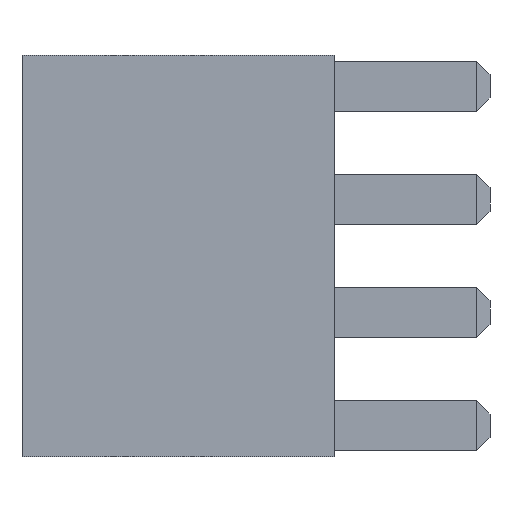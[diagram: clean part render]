
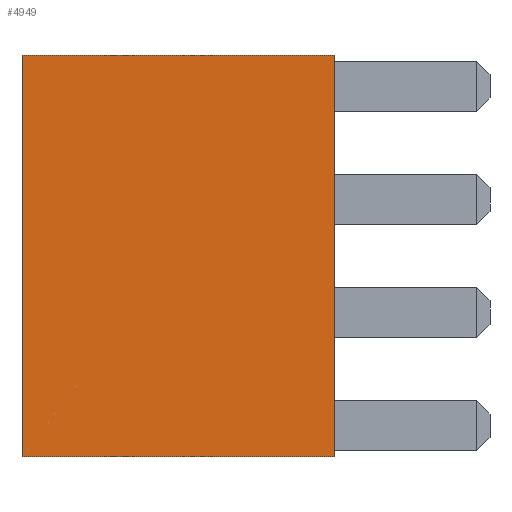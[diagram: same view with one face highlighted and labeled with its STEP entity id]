
A CAD part, left-side view. The second image highlights one B-rep face of the part: STEP entity #4949.
In plain terms, the highlighted planar face has unit normal (-1, 0, 0).
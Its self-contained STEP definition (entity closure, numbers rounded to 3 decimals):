
#139 = CARTESIAN_POINT ( 'NONE',  ( -4.5, 0., 4.5 ) ) ;
#237 = CARTESIAN_POINT ( 'NONE',  ( -4.5, 7., -4.5 ) ) ;
#434 = ORIENTED_EDGE ( 'NONE', *, *, #4154, .T. ) ;
#582 = VECTOR ( 'NONE', #3492, 1000. ) ;
#616 = VERTEX_POINT ( 'NONE', #139 ) ;
#686 = ORIENTED_EDGE ( 'NONE', *, *, #3156, .F. ) ;
#1015 = DIRECTION ( 'NONE',  ( 0., -1., 0. ) ) ;
#1073 = LINE ( 'NONE', #1512, #582 ) ;
#1129 = VECTOR ( 'NONE', #2403, 1000. ) ;
#1142 = CARTESIAN_POINT ( 'NONE',  ( -4.5, 7., -4.5 ) ) ;
#1236 = VERTEX_POINT ( 'NONE', #237 ) ;
#1273 = FACE_OUTER_BOUND ( 'NONE', #4622, .T. ) ;
#1512 = CARTESIAN_POINT ( 'NONE',  ( -4.5, 7., 4.5 ) ) ;
#1613 = EDGE_CURVE ( 'NONE', #1236, #2451, #4314, .T. ) ;
#1847 = AXIS2_PLACEMENT_3D ( 'NONE', #1142, #4701, #4268 ) ;
#2111 = CARTESIAN_POINT ( 'NONE',  ( -4.5, 0., -4.5 ) ) ;
#2307 = PLANE ( 'NONE',  #1847 ) ;
#2328 = VECTOR ( 'NONE', #1015, 1000. ) ;
#2403 = DIRECTION ( 'NONE',  ( 0., 0., 1. ) ) ;
#2451 = VERTEX_POINT ( 'NONE', #4165 ) ;
#3140 = LINE ( 'NONE', #3931, #1129 ) ;
#3156 = EDGE_CURVE ( 'NONE', #2451, #616, #1073, .T. ) ;
#3248 = LINE ( 'NONE', #4816, #2328 ) ;
#3492 = DIRECTION ( 'NONE',  ( 0., -1., 0. ) ) ;
#3811 = VECTOR ( 'NONE', #4016, 1000. ) ;
#3871 = ORIENTED_EDGE ( 'NONE', *, *, #1613, .F. ) ;
#3931 = CARTESIAN_POINT ( 'NONE',  ( -4.5, 0., -4.5 ) ) ;
#3968 = EDGE_CURVE ( 'NONE', #4117, #616, #3140, .T. ) ;
#4016 = DIRECTION ( 'NONE',  ( 0., 0., 1. ) ) ;
#4117 = VERTEX_POINT ( 'NONE', #2111 ) ;
#4154 = EDGE_CURVE ( 'NONE', #1236, #4117, #3248, .T. ) ;
#4165 = CARTESIAN_POINT ( 'NONE',  ( -4.5, 7., 4.5 ) ) ;
#4268 = DIRECTION ( 'NONE',  ( 0., 0., -1. ) ) ;
#4314 = LINE ( 'NONE', #4731, #3811 ) ;
#4426 = ORIENTED_EDGE ( 'NONE', *, *, #3968, .T. ) ;
#4622 = EDGE_LOOP ( 'NONE', ( #4426, #686, #3871, #434 ) ) ;
#4701 = DIRECTION ( 'NONE',  ( 1., 0., 0. ) ) ;
#4731 = CARTESIAN_POINT ( 'NONE',  ( -4.5, 7., -4.5 ) ) ;
#4816 = CARTESIAN_POINT ( 'NONE',  ( -4.5, 7., -4.5 ) ) ;
#4949 = ADVANCED_FACE ( 'NONE', ( #1273 ), #2307, .F. ) ;
